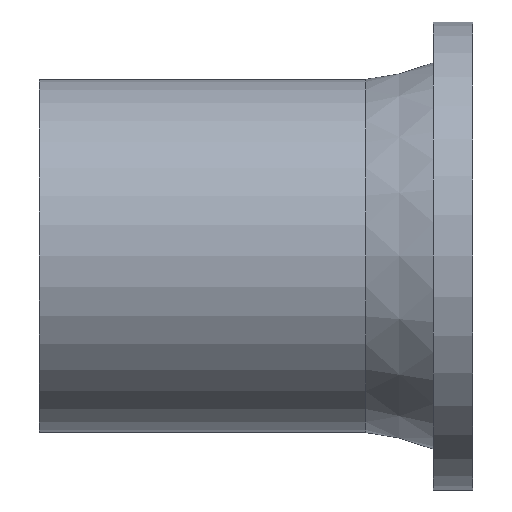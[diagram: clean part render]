
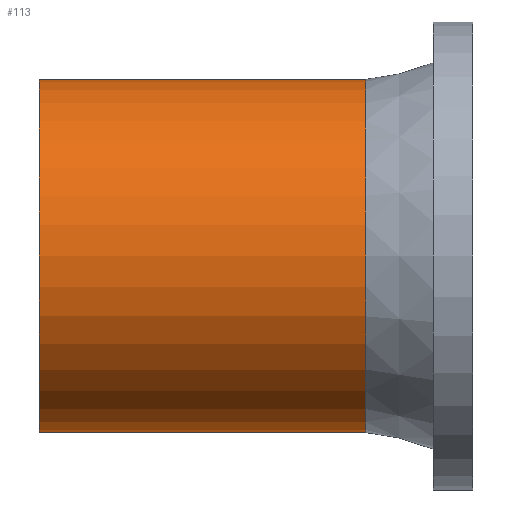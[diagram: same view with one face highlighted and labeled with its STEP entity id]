
A CAD part, front view. The second image highlights one B-rep face of the part: STEP entity #113.
In plain terms, the highlighted cylindrical face has radius 80 mm (diameter 160 mm), a full revolution.
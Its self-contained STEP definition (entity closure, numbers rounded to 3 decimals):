
#22=CYLINDRICAL_SURFACE('',#145,80.);
#27=FACE_OUTER_BOUND('',#36,.T.);
#36=EDGE_LOOP('',(#92,#93,#94,#95));
#45=LINE('',#210,#50);
#50=VECTOR('',#176,80.);
#56=CIRCLE('',#144,80.);
#57=CIRCLE('',#146,80.);
#64=VERTEX_POINT('',#205);
#65=VERTEX_POINT('',#208);
#74=EDGE_CURVE('',#64,#64,#56,.T.);
#75=EDGE_CURVE('',#65,#65,#57,.T.);
#76=EDGE_CURVE('',#65,#64,#45,.T.);
#92=ORIENTED_EDGE('',*,*,#75,.F.);
#93=ORIENTED_EDGE('',*,*,#76,.T.);
#94=ORIENTED_EDGE('',*,*,#74,.T.);
#95=ORIENTED_EDGE('',*,*,#76,.F.);
#113=ADVANCED_FACE('',(#27),#22,.T.);
#144=AXIS2_PLACEMENT_3D('',#206,#170,#171);
#145=AXIS2_PLACEMENT_3D('',#207,#172,#173);
#146=AXIS2_PLACEMENT_3D('',#209,#174,#175);
#170=DIRECTION('center_axis',(1.,0.,0.));
#171=DIRECTION('ref_axis',(0.,0.,-1.));
#172=DIRECTION('center_axis',(1.,0.,0.));
#173=DIRECTION('ref_axis',(0.,1.,0.));
#174=DIRECTION('center_axis',(1.,0.,0.));
#175=DIRECTION('ref_axis',(0.,0.,-1.));
#176=DIRECTION('',(-1.,0.,0.));
#205=CARTESIAN_POINT('',(0.,-80.,0.));
#206=CARTESIAN_POINT('Origin',(0.,0.,0.));
#207=CARTESIAN_POINT('Origin',(74.,0.,0.));
#208=CARTESIAN_POINT('',(148.,-80.,0.));
#209=CARTESIAN_POINT('Origin',(148.,0.,0.));
#210=CARTESIAN_POINT('',(74.,-80.,0.));
